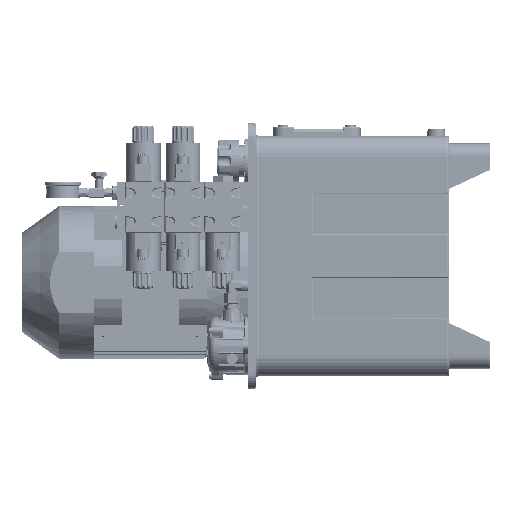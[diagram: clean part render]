
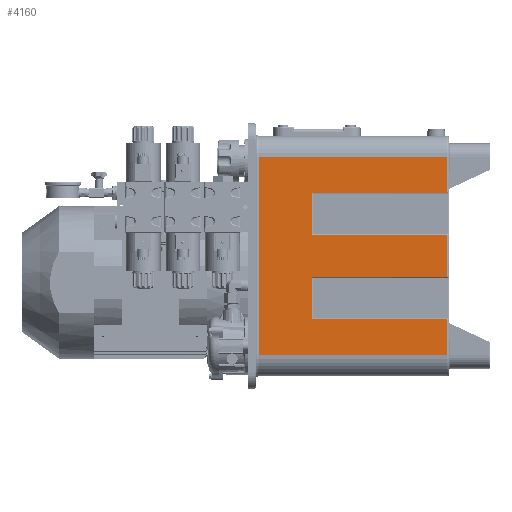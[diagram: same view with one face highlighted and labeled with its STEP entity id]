
A CAD part, left-side view. The second image highlights one B-rep face of the part: STEP entity #4160.
In plain terms, the highlighted planar face has unit normal (-1, 0, 0).
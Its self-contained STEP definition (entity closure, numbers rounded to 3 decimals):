
#4160=ADVANCED_FACE('',(#23159),#23161,.F.);
#23159=FACE_BOUND('',#23160,.T.);
#23160=EDGE_LOOP('',(#61233,#61234,#61235,#61236,#61237,#61238,#61239,#61240,#61241,
#61242,#61243,#61244,#61245,#61246,#61247,#61248));
#23161=PLANE('',#23162);
#23162=AXIS2_PLACEMENT_3D('',#23163,#23164,#23165);
#23163=CARTESIAN_POINT('',(-473.,-145.,-31.));
#23164=DIRECTION('',(1.,0.,0.));
#23165=DIRECTION('',(0.,0.,1.));
#61233=ORIENTED_EDGE('',*,*,#87815,.T.);
#61234=ORIENTED_EDGE('',*,*,#87816,.T.);
#61235=ORIENTED_EDGE('',*,*,#87457,.F.);
#61236=ORIENTED_EDGE('',*,*,#87814,.T.);
#61237=ORIENTED_EDGE('',*,*,#87817,.T.);
#61238=ORIENTED_EDGE('',*,*,#87818,.F.);
#61239=ORIENTED_EDGE('',*,*,#87819,.F.);
#61240=ORIENTED_EDGE('',*,*,#87820,.F.);
#61241=ORIENTED_EDGE('',*,*,#87821,.F.);
#61242=ORIENTED_EDGE('',*,*,#87822,.F.);
#61243=ORIENTED_EDGE('',*,*,#87823,.T.);
#61244=ORIENTED_EDGE('',*,*,#87824,.F.);
#61245=ORIENTED_EDGE('',*,*,#87825,.F.);
#61246=ORIENTED_EDGE('',*,*,#87826,.F.);
#61247=ORIENTED_EDGE('',*,*,#87827,.F.);
#61248=ORIENTED_EDGE('',*,*,#87828,.F.);
#87457=EDGE_CURVE('',#103868,#103871,#103872,.T.);
#87814=EDGE_CURVE('',#103868,#104509,#104512,.T.);
#87815=EDGE_CURVE('',#104513,#104514,#104515,.T.);
#87816=EDGE_CURVE('',#104514,#103871,#104516,.T.);
#87817=EDGE_CURVE('',#104509,#104517,#104518,.T.);
#87818=EDGE_CURVE('',#104519,#104517,#104520,.T.);
#87819=EDGE_CURVE('',#104521,#104519,#104522,.T.);
#87820=EDGE_CURVE('',#104523,#104521,#104524,.T.);
#87821=EDGE_CURVE('',#104525,#104523,#104526,.T.);
#87822=EDGE_CURVE('',#104527,#104525,#104528,.T.);
#87823=EDGE_CURVE('',#104527,#104529,#104530,.T.);
#87824=EDGE_CURVE('',#104531,#104529,#104532,.T.);
#87825=EDGE_CURVE('',#104533,#104531,#104534,.T.);
#87826=EDGE_CURVE('',#104535,#104533,#104536,.T.);
#87827=EDGE_CURVE('',#104537,#104535,#104538,.T.);
#87828=EDGE_CURVE('',#104513,#104537,#104539,.T.);
#103868=VERTEX_POINT('',#121419);
#103871=VERTEX_POINT('',#121428);
#103872=LINE('',#121429,#121430);
#104509=VERTEX_POINT('',#124480);
#104512=LINE('',#124489,#124490);
#104513=VERTEX_POINT('',#124492);
#104514=VERTEX_POINT('',#124493);
#104515=LINE('',#124494,#124495);
#104516=LINE('',#124497,#124498);
#104517=VERTEX_POINT('',#124500);
#104518=LINE('',#124501,#124502);
#104519=VERTEX_POINT('',#124504);
#104520=LINE('',#124505,#124506);
#104521=VERTEX_POINT('',#124508);
#104522=LINE('',#124509,#124510);
#104523=VERTEX_POINT('',#124512);
#104524=LINE('',#124513,#124514);
#104525=VERTEX_POINT('',#124516);
#104526=LINE('',#124517,#124518);
#104527=VERTEX_POINT('',#124520);
#104528=LINE('',#124521,#124522);
#104529=VERTEX_POINT('',#124524);
#104530=LINE('',#124525,#124526);
#104531=VERTEX_POINT('',#124528);
#104532=LINE('',#124529,#124530);
#104533=VERTEX_POINT('',#124532);
#104534=LINE('',#124533,#124534);
#104535=VERTEX_POINT('',#124536);
#104536=LINE('',#124537,#124538);
#104537=VERTEX_POINT('',#124540);
#104538=LINE('',#124541,#124542);
#104539=LINE('',#124544,#124545);
#121419=CARTESIAN_POINT('',(-473.,33.,-219.));
#121428=CARTESIAN_POINT('',(-473.,33.,157.));
#121429=CARTESIAN_POINT('',(-473.,33.,-219.));
#121430=VECTOR('',#121431,1.);
#121431=DIRECTION('',(0.,0.,1.));
#124480=CARTESIAN_POINT('',(-473.,-323.,-219.));
#124489=CARTESIAN_POINT('',(-473.,33.,-219.));
#124490=VECTOR('',#124491,1.);
#124491=DIRECTION('',(0.,-1.,0.));
#124492=CARTESIAN_POINT('',(-473.,-323.,90.464));
#124493=CARTESIAN_POINT('',(-473.,-323.,157.));
#124494=CARTESIAN_POINT('',(-473.,-323.,90.464));
#124495=VECTOR('',#124496,1.);
#124496=DIRECTION('',(0.,0.,1.));
#124497=CARTESIAN_POINT('',(-473.,-323.,157.));
#124498=VECTOR('',#124499,1.);
#124499=DIRECTION('',(0.,1.,0.));
#124500=CARTESIAN_POINT('',(-473.,-323.,-152.464));
#124501=CARTESIAN_POINT('',(-473.,-323.,-219.));
#124502=VECTOR('',#124503,1.);
#124503=DIRECTION('',(0.,0.,1.));
#124504=CARTESIAN_POINT('',(-473.,-323.,-151.));
#124505=CARTESIAN_POINT('',(-473.,-323.,-151.));
#124506=VECTOR('',#124507,1.);
#124507=DIRECTION('',(0.,0.,-1.));
#124508=CARTESIAN_POINT('',(-473.,-68.,-151.));
#124509=CARTESIAN_POINT('',(-473.,-68.,-151.));
#124510=VECTOR('',#124511,1.);
#124511=DIRECTION('',(0.,-1.,0.));
#124512=CARTESIAN_POINT('',(-473.,-68.,-71.));
#124513=CARTESIAN_POINT('',(-473.,-68.,-71.));
#124514=VECTOR('',#124515,1.);
#124515=DIRECTION('',(0.,0.,-1.));
#124516=CARTESIAN_POINT('',(-473.,-323.,-71.));
#124517=CARTESIAN_POINT('',(-473.,-323.,-71.));
#124518=VECTOR('',#124519,1.);
#124519=DIRECTION('',(0.,1.,0.));
#124520=CARTESIAN_POINT('',(-473.,-323.,-69.536));
#124521=CARTESIAN_POINT('',(-473.,-323.,-69.536));
#124522=VECTOR('',#124523,1.);
#124523=DIRECTION('',(0.,0.,-1.));
#124524=CARTESIAN_POINT('',(-473.,-323.,7.536));
#124525=CARTESIAN_POINT('',(-473.,-323.,-69.536));
#124526=VECTOR('',#124527,1.);
#124527=DIRECTION('',(0.,0.,1.));
#124528=CARTESIAN_POINT('',(-473.,-323.,9.));
#124529=CARTESIAN_POINT('',(-473.,-323.,9.));
#124530=VECTOR('',#124531,1.);
#124531=DIRECTION('',(0.,0.,-1.));
#124532=CARTESIAN_POINT('',(-473.,-68.,9.));
#124533=CARTESIAN_POINT('',(-473.,-68.,9.));
#124534=VECTOR('',#124535,1.);
#124535=DIRECTION('',(0.,-1.,0.));
#124536=CARTESIAN_POINT('',(-473.,-68.,89.));
#124537=CARTESIAN_POINT('',(-473.,-68.,89.));
#124538=VECTOR('',#124539,1.);
#124539=DIRECTION('',(0.,0.,-1.));
#124540=CARTESIAN_POINT('',(-473.,-323.,89.));
#124541=CARTESIAN_POINT('',(-473.,-323.,89.));
#124542=VECTOR('',#124543,1.);
#124543=DIRECTION('',(0.,1.,0.));
#124544=CARTESIAN_POINT('',(-473.,-323.,90.464));
#124545=VECTOR('',#124546,1.);
#124546=DIRECTION('',(0.,0.,-1.));
